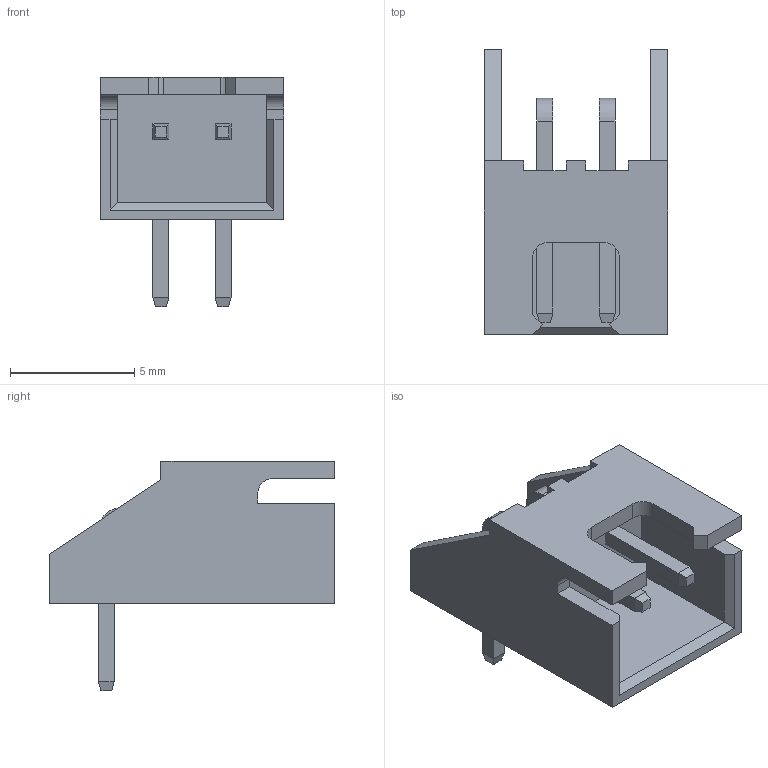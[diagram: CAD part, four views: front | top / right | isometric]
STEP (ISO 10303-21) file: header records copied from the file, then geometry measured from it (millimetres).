
FILE_DESCRIPTION(('STEP AP214'), '1');
FILE_NAME('SxB-XH-A', '', ('UNSPECIFIED'), ('UNSPECIFIED'), 'ASCON STEP Converter 1.6', 'ASCON Math Kernel', '');
FILE_SCHEMA(('AUTOMOTIVE_DESIGN { 1 0 10303 214 3 1 1}'));
Length unit declared in the file: millimetre
Bounding box: 7.4 x 11.5 x 9.25 mm (x, y, z)
Volume: 179.2 mm3; surface area: 495.9 mm2
Topology: 1 solids, 1 shells, 89 faces, 231 edges, 148 vertices
Faces by surface type: plane 81, cylinder 8
Entity records: 3409 total; most frequent: CARTESIAN_POINT 469, ORIENTED_EDGE 462, DIRECTION 427, EDGE_CURVE 231, LINE 215, VECTOR 215, VERTEX_POINT 148, AXIS2_PLACEMENT_3D 106
